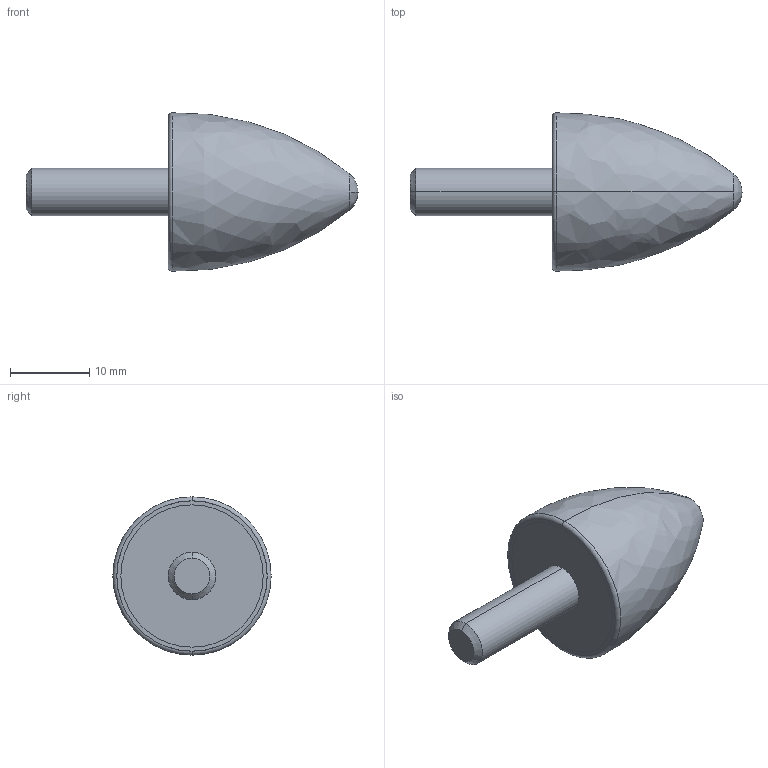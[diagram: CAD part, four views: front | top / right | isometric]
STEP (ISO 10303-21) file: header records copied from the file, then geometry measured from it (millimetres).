
FILE_DESCRIPTION (( 'STEP AP214' ), '1' );
FILE_NAME ('051dkp552420mm0618.STEP', '2014-08-18T06:50:44', ( '' ), ( '' ), 'SwSTEP 2.0', 'SolidWorks 2014', '' );
FILE_SCHEMA (( 'AUTOMOTIVE_DESIGN' ));
Length unit declared in the file: millimetre
Products named in the file (3): 051dkp552420mm0618; Buffer; Gew. fuer Puffer_ohne
Assembly tree (2 placements, depth 2):
  051dkp552420mm0618
    Buffer
    Gew. fuer Puffer_ohne
Bounding box: 41.99 x 20.02 x 20.02 mm (x, y, z)
Volume: 5170.9 mm3; surface area: 2560.4 mm2
Topology: 2 solids, 2 shells, 22 faces, 44 edges, 27 vertices
Faces by surface type: cylinder 8, plane 6, bspline 4, torus 2, cone 2
Entity records: 750 total; most frequent: CARTESIAN_POINT 156, DIRECTION 120, ORIENTED_EDGE 84, AXIS2_PLACEMENT_3D 55, EDGE_CURVE 42, CIRCLE 32, VERTEX_POINT 27, EDGE_LOOP 25
